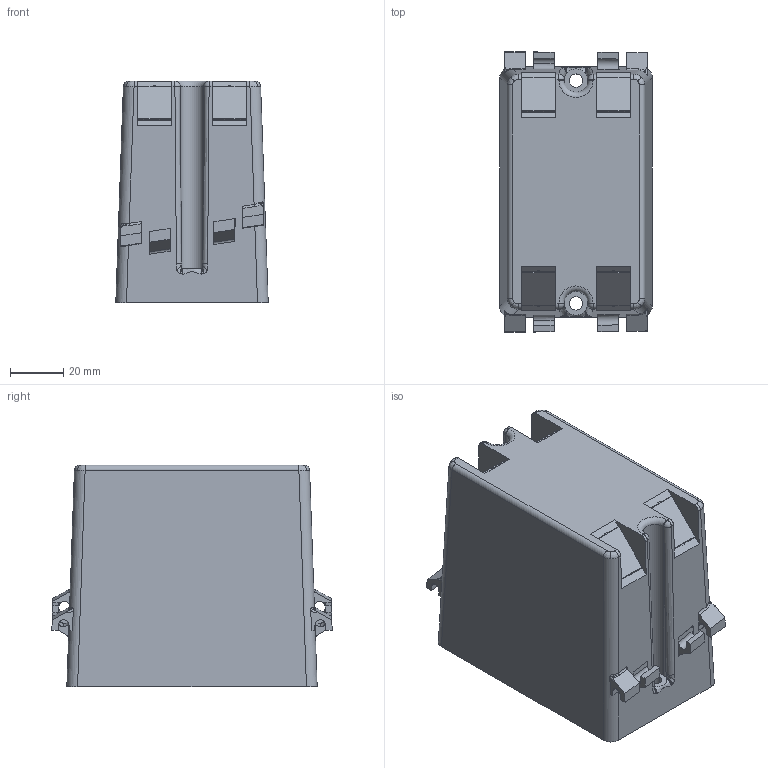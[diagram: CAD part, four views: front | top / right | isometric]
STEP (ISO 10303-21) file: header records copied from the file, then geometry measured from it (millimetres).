
FILE_DESCRIPTION (( 'STEP AP203' ), '1' );
FILE_NAME ('SwitchBox.STEP', '2014-09-02T14:26:04', ( 'OI' ), ( 'OI' ), 'SwSTEP 2.0', 'SolidWorks 2012', '' );
FILE_SCHEMA (( 'CONFIG_CONTROL_DESIGN' ));
Length unit declared in the file: millimetre
Products named in the file (1): SwitchBox
Bounding box: 57 x 104.83 x 82.9 mm (x, y, z)
Volume: 54555.5 mm3; surface area: 59218 mm2
Topology: 1 solids, 1 shells, 295 faces, 830 edges, 522 vertices
Faces by surface type: plane 177, bspline 64, cylinder 42, torus 6, sphere 6
Entity records: 11535 total; most frequent: CARTESIAN_POINT 4515, ORIENTED_EDGE 1652, DIRECTION 1200, EDGE_CURVE 826, LINE 530, VECTOR 530, VERTEX_POINT 522, AXIS2_PLACEMENT_3D 335
